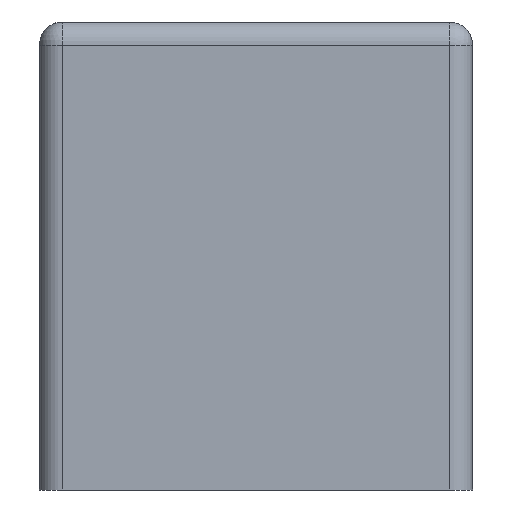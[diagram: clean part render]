
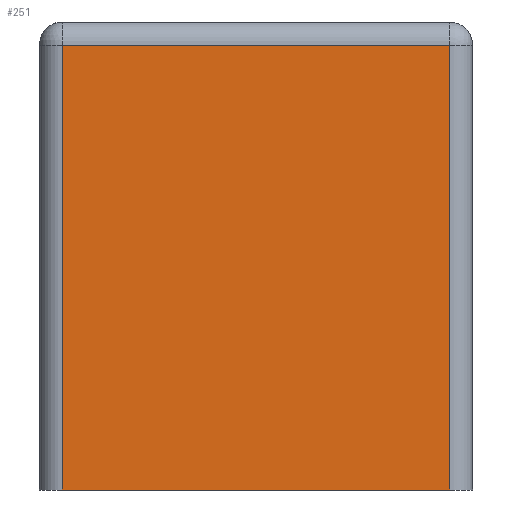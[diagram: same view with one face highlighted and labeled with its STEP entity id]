
A CAD part, left-side view. The second image highlights one B-rep face of the part: STEP entity #251.
In plain terms, the highlighted planar face has unit normal (-1, 0, 0).
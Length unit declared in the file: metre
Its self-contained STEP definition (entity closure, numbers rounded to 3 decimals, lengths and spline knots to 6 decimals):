
#44=ORIENTED_EDGE('',*,*,#116,.T.);
#45=ORIENTED_EDGE('',*,*,#117,.T.);
#46=ORIENTED_EDGE('',*,*,#118,.T.);
#47=ORIENTED_EDGE('',*,*,#119,.T.);
#116=EDGE_CURVE('',#152,#153,#172,.F.);
#117=EDGE_CURVE('',#153,#154,#173,.T.);
#118=EDGE_CURVE('',#154,#155,#174,.T.);
#119=EDGE_CURVE('',#155,#152,#175,.F.);
#152=VERTEX_POINT('',#417);
#153=VERTEX_POINT('',#418);
#154=VERTEX_POINT('',#420);
#155=VERTEX_POINT('',#422);
#172=LINE('',#416,#192);
#173=LINE('',#419,#193);
#174=LINE('',#421,#194);
#175=LINE('',#423,#195);
#192=VECTOR('',#325,1.);
#193=VECTOR('',#326,1.);
#194=VECTOR('',#327,1.);
#195=VECTOR('',#328,1.);
#209=EDGE_LOOP('',(#44,#45,#46,#47));
#227=FACE_BOUND('',#209,.T.);
#245=PLANE('',#282);
#251=ADVANCED_FACE('',(#227),#245,.F.);
#282=AXIS2_PLACEMENT_3D('',#415,#323,#324);
#323=DIRECTION('',(1.,0.,0.));
#324=DIRECTION('',(0.,0.,-1.));
#325=DIRECTION('',(0.,-1.,0.));
#326=DIRECTION('',(0.,0.,-1.));
#327=DIRECTION('',(0.,-1.,0.));
#328=DIRECTION('',(0.,0.,-1.));
#415=CARTESIAN_POINT('',(0.,-0.009525,0.020574));
#416=CARTESIAN_POINT('',(0.,0.,0.019558));
#417=CARTESIAN_POINT('',(0.,-0.018034,0.019558));
#418=CARTESIAN_POINT('',(0.,-0.001016,0.019558));
#419=CARTESIAN_POINT('',(0.,-0.001016,0.));
#420=CARTESIAN_POINT('',(0.,-0.001016,0.));
#421=CARTESIAN_POINT('',(0.,-0.009525,0.));
#422=CARTESIAN_POINT('',(0.,-0.018034,0.));
#423=CARTESIAN_POINT('',(0.,-0.018034,0.020574));
